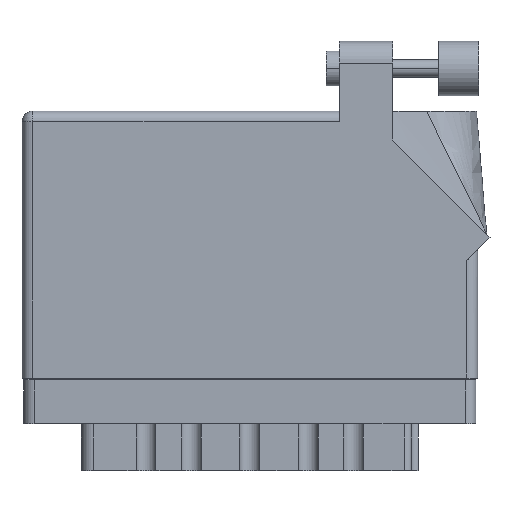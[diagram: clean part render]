
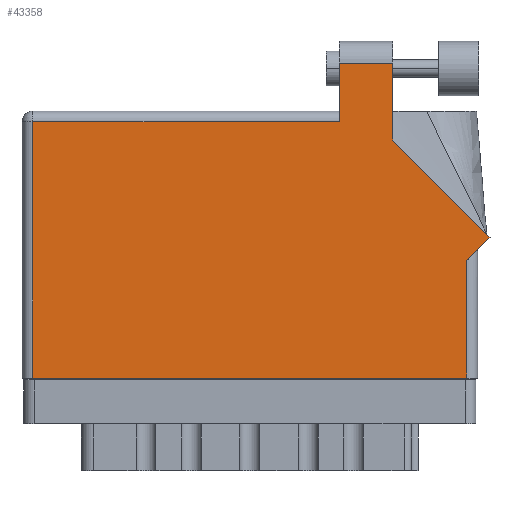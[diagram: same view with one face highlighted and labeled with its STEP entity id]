
A CAD part, front view. The second image highlights one B-rep face of the part: STEP entity #43358.
In plain terms, the highlighted face is planar.
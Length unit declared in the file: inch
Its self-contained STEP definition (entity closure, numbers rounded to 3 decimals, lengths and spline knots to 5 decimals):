
#339 = VERTEX_POINT ( 'NONE', #24338 ) ;
#1104 = CARTESIAN_POINT ( 'NONE',  ( 0.062, 0., 0. ) ) ;
#3393 = ORIENTED_EDGE ( 'NONE', *, *, #8104, .T. ) ;
#3757 = VECTOR ( 'NONE', #39643, 39.37008 ) ;
#4047 = AXIS2_PLACEMENT_3D ( 'NONE', #14035, #6836, #10370 ) ;
#4752 = DIRECTION ( 'NONE',  ( 0.707, 0.707, 0. ) ) ;
#5548 = LINE ( 'NONE', #16920, #3757 ) ;
#6117 = VECTOR ( 'NONE', #18729, 39.37008 ) ;
#6355 = PLANE ( 'NONE',  #4047 ) ;
#6836 = DIRECTION ( 'NONE',  ( 0., 0., -1. ) ) ;
#8104 = EDGE_CURVE ( 'NONE', #24765, #47297, #13573, .T. ) ;
#8153 = CARTESIAN_POINT ( 'NONE',  ( 0.062, 1.468, 0. ) ) ;
#8498 = LINE ( 'NONE', #34972, #13846 ) ;
#8588 = LINE ( 'NONE', #36087, #41440 ) ;
#9330 = CARTESIAN_POINT ( 'NONE',  ( 2.68271, 0.80771, 0. ) ) ;
#10160 = ORIENTED_EDGE ( 'NONE', *, *, #45194, .T. ) ;
#10315 = CARTESIAN_POINT ( 'NONE',  ( 0., 0., 0. ) ) ;
#10370 = DIRECTION ( 'NONE',  ( -1., 0., 0. ) ) ;
#11063 = CARTESIAN_POINT ( 'NONE',  ( 1.819, 1.805, 0. ) ) ;
#11723 = ORIENTED_EDGE ( 'NONE', *, *, #31560, .T. ) ;
#12042 = DIRECTION ( 'NONE',  ( 0., -1., 0. ) ) ;
#12470 = ORIENTED_EDGE ( 'NONE', *, *, #40178, .T. ) ;
#13284 = DIRECTION ( 'NONE',  ( -0.707, 0.707, 0. ) ) ;
#13573 = LINE ( 'NONE', #16793, #49449 ) ;
#13846 = VECTOR ( 'NONE', #12042, 39.37008 ) ;
#14035 = CARTESIAN_POINT ( 'NONE',  ( 0., 1.53, 0. ) ) ;
#14495 = EDGE_CURVE ( 'NONE', #38443, #14940, #17452, .T. ) ;
#14940 = VERTEX_POINT ( 'NONE', #8153 ) ;
#16793 = CARTESIAN_POINT ( 'NONE',  ( 2.55, 0.737, 0. ) ) ;
#16920 = CARTESIAN_POINT ( 'NONE',  ( 0.062, 0., 0. ) ) ;
#17452 = LINE ( 'NONE', #21263, #46749 ) ;
#17516 = CARTESIAN_POINT ( 'NONE',  ( 2.126, 1.36442, 0. ) ) ;
#17538 = ORIENTED_EDGE ( 'NONE', *, *, #47007, .T. ) ;
#18426 = ORIENTED_EDGE ( 'NONE', *, *, #14495, .T. ) ;
#18729 = DIRECTION ( 'NONE',  ( -1., 0., 0. ) ) ;
#20386 = VECTOR ( 'NONE', #13284, 39.37008 ) ;
#20424 = VERTEX_POINT ( 'NONE', #1104 ) ;
#21263 = CARTESIAN_POINT ( 'NONE',  ( 0., 1.468, 0. ) ) ;
#22390 = CARTESIAN_POINT ( 'NONE',  ( 2.55, 0., 0. ) ) ;
#24338 = CARTESIAN_POINT ( 'NONE',  ( 2.68271, 0.80771, 0. ) ) ;
#24765 = VERTEX_POINT ( 'NONE', #22390 ) ;
#25212 = LINE ( 'NONE', #9330, #20386 ) ;
#25665 = VERTEX_POINT ( 'NONE', #32791 ) ;
#27022 = CARTESIAN_POINT ( 'NONE',  ( 2.612, 0.737, 0. ) ) ;
#28735 = CARTESIAN_POINT ( 'NONE',  ( 2.55, 0.675, 0. ) ) ;
#28934 = DIRECTION ( 'NONE',  ( -1., 0., 0. ) ) ;
#29968 = CARTESIAN_POINT ( 'NONE',  ( 1.819, 1.805, 0. ) ) ;
#31560 = EDGE_CURVE ( 'NONE', #339, #34879, #25212, .T. ) ;
#32097 = LINE ( 'NONE', #10315, #35091 ) ;
#32204 = CARTESIAN_POINT ( 'NONE',  ( 1.819, 1.468, 0. ) ) ;
#32791 = CARTESIAN_POINT ( 'NONE',  ( 2.126, 1.805, 0. ) ) ;
#32819 = EDGE_CURVE ( 'NONE', #34879, #25665, #8588, .T. ) ;
#33242 = LINE ( 'NONE', #27022, #42197 ) ;
#33383 = DIRECTION ( 'NONE',  ( 1., 0., 0. ) ) ;
#34287 = EDGE_CURVE ( 'NONE', #25665, #42670, #44990, .T. ) ;
#34879 = VERTEX_POINT ( 'NONE', #17516 ) ;
#34972 = CARTESIAN_POINT ( 'NONE',  ( 1.819, 1.53, 0. ) ) ;
#35091 = VECTOR ( 'NONE', #33383, 39.37008 ) ;
#36087 = CARTESIAN_POINT ( 'NONE',  ( 2.126, 1.36442, 0. ) ) ;
#38443 = VERTEX_POINT ( 'NONE', #32204 ) ;
#39643 = DIRECTION ( 'NONE',  ( 0., -1., 0. ) ) ;
#40054 = DIRECTION ( 'NONE',  ( 0., 1., 0. ) ) ;
#40178 = EDGE_CURVE ( 'NONE', #47297, #339, #33242, .T. ) ;
#40531 = ORIENTED_EDGE ( 'NONE', *, *, #46494, .T. ) ;
#41440 = VECTOR ( 'NONE', #40054, 39.37008 ) ;
#42197 = VECTOR ( 'NONE', #4752, 39.37008 ) ;
#42670 = VERTEX_POINT ( 'NONE', #29968 ) ;
#43358 = ADVANCED_FACE ( 'NONE', ( #43598 ), #6355, .F. ) ;
#43598 = FACE_OUTER_BOUND ( 'NONE', #44756, .T. ) ;
#43842 = ORIENTED_EDGE ( 'NONE', *, *, #32819, .T. ) ;
#44756 = EDGE_LOOP ( 'NONE', ( #43842, #44844, #17538, #18426, #40531, #10160, #3393, #12470, #11723 ) ) ;
#44844 = ORIENTED_EDGE ( 'NONE', *, *, #34287, .T. ) ;
#44990 = LINE ( 'NONE', #11063, #6117 ) ;
#45194 = EDGE_CURVE ( 'NONE', #20424, #24765, #32097, .T. ) ;
#46494 = EDGE_CURVE ( 'NONE', #14940, #20424, #5548, .T. ) ;
#46749 = VECTOR ( 'NONE', #28934, 39.37008 ) ;
#47007 = EDGE_CURVE ( 'NONE', #42670, #38443, #8498, .T. ) ;
#47297 = VERTEX_POINT ( 'NONE', #28735 ) ;
#47400 = DIRECTION ( 'NONE',  ( 0., 1., 0. ) ) ;
#49449 = VECTOR ( 'NONE', #47400, 39.37008 ) ;
